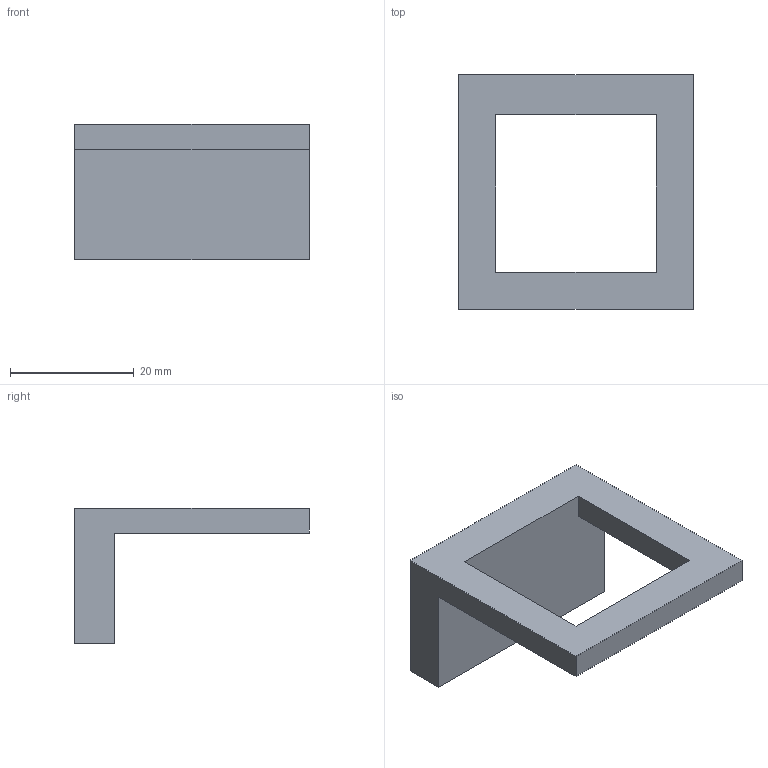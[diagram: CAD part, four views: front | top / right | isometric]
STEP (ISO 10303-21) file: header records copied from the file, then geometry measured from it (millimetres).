
FILE_DESCRIPTION(('Creo Elements/Direct Modeling STEP Export'),'2;1');
FILE_NAME('2116-38.stp','2018-08-16T 9:21:11',(''),(''),'Creo Elements/Direct Modeling STEP processor for AP214 (Solid Model)','Creo Elements/Direct Modeling 20.0 12-Nov-2016 (C) Parametric Technology GmbH','');
FILE_SCHEMA(('AUTOMOTIVE_DESIGN { 1 0 10303 214 1 1 1 1 }'));
Length unit declared in the file: millimetre
Products named in the file (1): 2116-38
Bounding box: 38 x 38 x 21.9 mm (x, y, z)
Volume: 7309 mm3; surface area: 4405.5 mm2
Topology: 1 solids, 1 shells, 19 faces, 50 edges, 30 vertices
Faces by surface type: plane 11, cylinder 4, cone 4
Entity records: 554 total; most frequent: ORIENTED_EDGE 92, CARTESIAN_POINT 91, DIRECTION 85, EDGE_CURVE 46, VECTOR 37, LINE 37, VERTEX_POINT 30, AXIS2_PLACEMENT_3D 24
